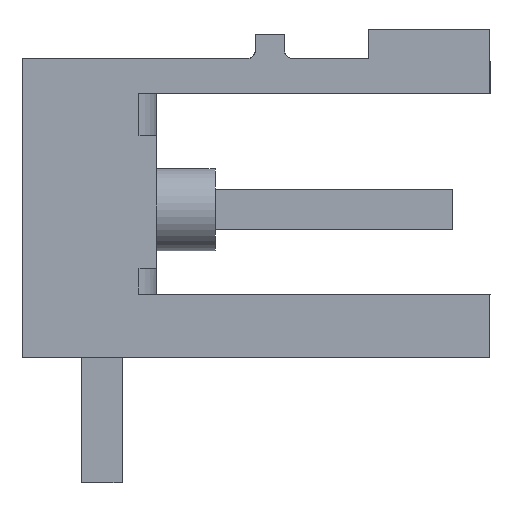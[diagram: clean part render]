
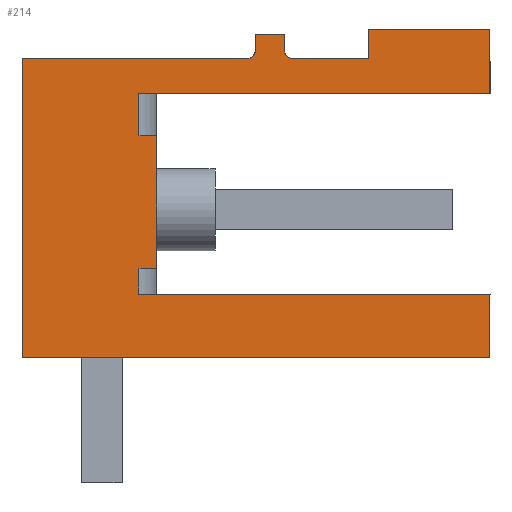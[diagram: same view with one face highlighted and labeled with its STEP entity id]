
A CAD part, left-side view. The second image highlights one B-rep face of the part: STEP entity #214.
In plain terms, the highlighted planar face has unit normal (-1, 0, 0).
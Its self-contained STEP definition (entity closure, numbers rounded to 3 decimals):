
#34=AXIS2_PLACEMENT_3D('Plane Axis2P3D',#31,#32,#33) ;
#31=CARTESIAN_POINT('Axis2P3D Location',(0.,12.,1.7)) ;
#36=CARTESIAN_POINT('Line Origine',(0.,6.,3.2)) ;
#40=CARTESIAN_POINT('Vertex',(0.,12.,3.2)) ;
#42=CARTESIAN_POINT('Vertex',(0.,0.,3.2)) ;
#45=CARTESIAN_POINT('Line Origine',(0.,0.,4.017)) ;
#49=CARTESIAN_POINT('Vertex',(0.,0.,4.835)) ;
#52=CARTESIAN_POINT('Line Origine',(0.,4.5,4.835)) ;
#56=CARTESIAN_POINT('Vertex',(0.,9.,4.835)) ;
#59=CARTESIAN_POINT('Line Origine',(0.,9.,5.167)) ;
#63=CARTESIAN_POINT('Vertex',(0.,9.,5.5)) ;
#66=CARTESIAN_POINT('Line Origine',(0.,8.775,5.5)) ;
#70=CARTESIAN_POINT('Vertex',(0.,8.55,5.5)) ;
#73=CARTESIAN_POINT('Line Origine',(0.,8.55,7.2)) ;
#77=CARTESIAN_POINT('Vertex',(0.,8.55,8.9)) ;
#80=CARTESIAN_POINT('Line Origine',(0.,8.775,8.9)) ;
#84=CARTESIAN_POINT('Vertex',(0.,9.,8.9)) ;
#87=CARTESIAN_POINT('Line Origine',(0.,9.,9.439)) ;
#91=CARTESIAN_POINT('Vertex',(0.,9.,9.978)) ;
#94=CARTESIAN_POINT('Line Origine',(0.,4.5,9.978)) ;
#98=CARTESIAN_POINT('Vertex',(0.,0.,9.978)) ;
#101=CARTESIAN_POINT('Line Origine',(0.,0.,10.804)) ;
#105=CARTESIAN_POINT('Vertex',(0.,0.,11.63)) ;
#108=CARTESIAN_POINT('Line Origine',(0.,1.56,11.63)) ;
#112=CARTESIAN_POINT('Vertex',(0.,3.12,11.63)) ;
#116=CARTESIAN_POINT('Control Point',(0.,3.12,10.88)) ;
#117=CARTESIAN_POINT('Control Point',(0.,3.12,11.068)) ;
#118=CARTESIAN_POINT('Control Point',(0.,3.12,11.255)) ;
#119=CARTESIAN_POINT('Control Point',(0.,3.12,11.443)) ;
#120=CARTESIAN_POINT('Control Point',(0.,3.12,11.63)) ;
#121=CARTESIAN_POINT('Vertex',(0.,3.12,10.88)) ;
#125=CARTESIAN_POINT('Control Point',(0.,5.07,10.88)) ;
#126=CARTESIAN_POINT('Control Point',(0.,4.583,10.88)) ;
#127=CARTESIAN_POINT('Control Point',(0.,4.095,10.88)) ;
#128=CARTESIAN_POINT('Control Point',(0.,3.608,10.88)) ;
#129=CARTESIAN_POINT('Control Point',(0.,3.12,10.88)) ;
#130=CARTESIAN_POINT('Vertex',(0.,5.07,10.88)) ;
#134=CARTESIAN_POINT('Control Point',(0.,5.27,11.08)) ;
#135=CARTESIAN_POINT('Control Point',(0.,5.27,11.001)) ;
#136=CARTESIAN_POINT('Control Point',(0.,5.228,10.922)) ;
#137=CARTESIAN_POINT('Control Point',(0.,5.149,10.88)) ;
#138=CARTESIAN_POINT('Control Point',(0.,5.07,10.88)) ;
#139=CARTESIAN_POINT('Vertex',(0.,5.27,11.08)) ;
#143=CARTESIAN_POINT('Control Point',(0.,5.27,11.5)) ;
#144=CARTESIAN_POINT('Control Point',(0.,5.27,11.395)) ;
#145=CARTESIAN_POINT('Control Point',(0.,5.27,11.29)) ;
#146=CARTESIAN_POINT('Control Point',(0.,5.27,11.185)) ;
#147=CARTESIAN_POINT('Control Point',(0.,5.27,11.08)) ;
#148=CARTESIAN_POINT('Vertex',(0.,5.27,11.5)) ;
#152=CARTESIAN_POINT('Control Point',(0.,6.02,11.5)) ;
#153=CARTESIAN_POINT('Control Point',(0.,5.833,11.5)) ;
#154=CARTESIAN_POINT('Control Point',(0.,5.645,11.5)) ;
#155=CARTESIAN_POINT('Control Point',(0.,5.458,11.5)) ;
#156=CARTESIAN_POINT('Control Point',(0.,5.27,11.5)) ;
#157=CARTESIAN_POINT('Vertex',(0.,6.02,11.5)) ;
#161=CARTESIAN_POINT('Control Point',(0.,6.02,11.08)) ;
#162=CARTESIAN_POINT('Control Point',(0.,6.02,11.185)) ;
#163=CARTESIAN_POINT('Control Point',(0.,6.02,11.29)) ;
#164=CARTESIAN_POINT('Control Point',(0.,6.02,11.395)) ;
#165=CARTESIAN_POINT('Control Point',(0.,6.02,11.5)) ;
#166=CARTESIAN_POINT('Vertex',(0.,6.02,11.08)) ;
#170=CARTESIAN_POINT('Control Point',(0.,6.22,10.88)) ;
#171=CARTESIAN_POINT('Control Point',(0.,6.141,10.88)) ;
#172=CARTESIAN_POINT('Control Point',(0.,6.062,10.922)) ;
#173=CARTESIAN_POINT('Control Point',(0.,6.02,11.001)) ;
#174=CARTESIAN_POINT('Control Point',(0.,6.02,11.08)) ;
#175=CARTESIAN_POINT('Vertex',(0.,6.22,10.88)) ;
#179=CARTESIAN_POINT('Control Point',(0.,12.,10.88)) ;
#180=CARTESIAN_POINT('Control Point',(0.,10.555,10.88)) ;
#181=CARTESIAN_POINT('Control Point',(0.,9.11,10.88)) ;
#182=CARTESIAN_POINT('Control Point',(0.,7.665,10.88)) ;
#183=CARTESIAN_POINT('Control Point',(0.,6.22,10.88)) ;
#184=CARTESIAN_POINT('Vertex',(0.,12.,10.88)) ;
#187=CARTESIAN_POINT('Line Origine',(0.,12.,7.04)) ;
#32=DIRECTION('Axis2P3D Direction',(-1.,0.,0.)) ;
#33=DIRECTION('Axis2P3D XDirection',(0.,-1.,0.)) ;
#37=DIRECTION('Vector Direction',(0.,-1.,0.)) ;
#46=DIRECTION('Vector Direction',(0.,0.,-1.)) ;
#53=DIRECTION('Vector Direction',(0.,-1.,0.)) ;
#60=DIRECTION('Vector Direction',(0.,0.,1.)) ;
#67=DIRECTION('Vector Direction',(0.,-1.,0.)) ;
#74=DIRECTION('Vector Direction',(0.,0.,-1.)) ;
#81=DIRECTION('Vector Direction',(0.,-1.,0.)) ;
#88=DIRECTION('Vector Direction',(0.,0.,1.)) ;
#95=DIRECTION('Vector Direction',(0.,-1.,0.)) ;
#102=DIRECTION('Vector Direction',(0.,0.,-1.)) ;
#109=DIRECTION('Vector Direction',(0.,1.,0.)) ;
#188=DIRECTION('Vector Direction',(0.,0.,1.)) ;
#38=VECTOR('Line Direction',#37,1.) ;
#47=VECTOR('Line Direction',#46,1.) ;
#54=VECTOR('Line Direction',#53,1.) ;
#61=VECTOR('Line Direction',#60,1.) ;
#68=VECTOR('Line Direction',#67,1.) ;
#75=VECTOR('Line Direction',#74,1.) ;
#82=VECTOR('Line Direction',#81,1.) ;
#89=VECTOR('Line Direction',#88,1.) ;
#96=VECTOR('Line Direction',#95,1.) ;
#103=VECTOR('Line Direction',#102,1.) ;
#110=VECTOR('Line Direction',#109,1.) ;
#189=VECTOR('Line Direction',#188,1.) ;
#193=ORIENTED_EDGE('',*,*,#44,.T.) ;
#194=ORIENTED_EDGE('',*,*,#51,.T.) ;
#195=ORIENTED_EDGE('',*,*,#58,.T.) ;
#196=ORIENTED_EDGE('',*,*,#65,.T.) ;
#197=ORIENTED_EDGE('',*,*,#72,.T.) ;
#198=ORIENTED_EDGE('',*,*,#79,.T.) ;
#199=ORIENTED_EDGE('',*,*,#86,.T.) ;
#200=ORIENTED_EDGE('',*,*,#93,.T.) ;
#201=ORIENTED_EDGE('',*,*,#100,.T.) ;
#202=ORIENTED_EDGE('',*,*,#107,.T.) ;
#203=ORIENTED_EDGE('',*,*,#114,.T.) ;
#204=ORIENTED_EDGE('',*,*,#123,.T.) ;
#205=ORIENTED_EDGE('',*,*,#132,.T.) ;
#206=ORIENTED_EDGE('',*,*,#141,.T.) ;
#207=ORIENTED_EDGE('',*,*,#150,.T.) ;
#208=ORIENTED_EDGE('',*,*,#159,.T.) ;
#209=ORIENTED_EDGE('',*,*,#168,.T.) ;
#210=ORIENTED_EDGE('',*,*,#177,.T.) ;
#211=ORIENTED_EDGE('',*,*,#186,.T.) ;
#212=ORIENTED_EDGE('',*,*,#191,.T.) ;
#214=ADVANCED_FACE('HOUSING',(#213),#35,.T.) ;
#115=B_SPLINE_CURVE_WITH_KNOTS('',4,(#116,#117,#118,#119,#120),.UNSPECIFIED.,.F.,.U.,(5,5),(0.,0.75),.UNSPECIFIED.) ;
#124=B_SPLINE_CURVE_WITH_KNOTS('',4,(#125,#126,#127,#128,#129),.UNSPECIFIED.,.F.,.U.,(5,5),(0.,1.95),.UNSPECIFIED.) ;
#133=B_SPLINE_CURVE_WITH_KNOTS('',4,(#134,#135,#136,#137,#138),.UNSPECIFIED.,.F.,.U.,(5,5),(0.,0.337),.UNSPECIFIED.) ;
#142=B_SPLINE_CURVE_WITH_KNOTS('',4,(#143,#144,#145,#146,#147),.UNSPECIFIED.,.F.,.U.,(5,5),(0.,0.42),.UNSPECIFIED.) ;
#151=B_SPLINE_CURVE_WITH_KNOTS('',4,(#152,#153,#154,#155,#156),.UNSPECIFIED.,.F.,.U.,(5,5),(0.,0.75),.UNSPECIFIED.) ;
#160=B_SPLINE_CURVE_WITH_KNOTS('',4,(#161,#162,#163,#164,#165),.UNSPECIFIED.,.F.,.U.,(5,5),(0.,0.42),.UNSPECIFIED.) ;
#169=B_SPLINE_CURVE_WITH_KNOTS('',4,(#170,#171,#172,#173,#174),.UNSPECIFIED.,.F.,.U.,(5,5),(0.,0.337),.UNSPECIFIED.) ;
#178=B_SPLINE_CURVE_WITH_KNOTS('',4,(#179,#180,#181,#182,#183),.UNSPECIFIED.,.F.,.U.,(5,5),(0.,5.78),.UNSPECIFIED.) ;
#44=EDGE_CURVE('',#41,#43,#39,.T.) ;
#51=EDGE_CURVE('',#43,#50,#48,.F.) ;
#58=EDGE_CURVE('',#50,#57,#55,.F.) ;
#65=EDGE_CURVE('',#57,#64,#62,.T.) ;
#72=EDGE_CURVE('',#64,#71,#69,.T.) ;
#79=EDGE_CURVE('',#71,#78,#76,.F.) ;
#86=EDGE_CURVE('',#78,#85,#83,.F.) ;
#93=EDGE_CURVE('',#85,#92,#90,.T.) ;
#100=EDGE_CURVE('',#92,#99,#97,.T.) ;
#107=EDGE_CURVE('',#99,#106,#104,.F.) ;
#114=EDGE_CURVE('',#106,#113,#111,.T.) ;
#123=EDGE_CURVE('',#113,#122,#115,.F.) ;
#132=EDGE_CURVE('',#122,#131,#124,.F.) ;
#141=EDGE_CURVE('',#131,#140,#133,.F.) ;
#150=EDGE_CURVE('',#140,#149,#142,.F.) ;
#159=EDGE_CURVE('',#149,#158,#151,.F.) ;
#168=EDGE_CURVE('',#158,#167,#160,.F.) ;
#177=EDGE_CURVE('',#167,#176,#169,.F.) ;
#186=EDGE_CURVE('',#176,#185,#178,.F.) ;
#191=EDGE_CURVE('',#185,#41,#190,.F.) ;
#192=EDGE_LOOP('',(#193,#194,#195,#196,#197,#198,#199,#200,#201,#202,#203,#204,#205,#206,#207,#208,#209,#210,#211,#212)) ;
#213=FACE_OUTER_BOUND('',#192,.T.) ;
#39=LINE('Line',#36,#38) ;
#48=LINE('Line',#45,#47) ;
#55=LINE('Line',#52,#54) ;
#62=LINE('Line',#59,#61) ;
#69=LINE('Line',#66,#68) ;
#76=LINE('Line',#73,#75) ;
#83=LINE('Line',#80,#82) ;
#90=LINE('Line',#87,#89) ;
#97=LINE('Line',#94,#96) ;
#104=LINE('Line',#101,#103) ;
#111=LINE('Line',#108,#110) ;
#190=LINE('Line',#187,#189) ;
#35=PLANE('',#34) ;
#41=VERTEX_POINT('',#40) ;
#43=VERTEX_POINT('',#42) ;
#50=VERTEX_POINT('',#49) ;
#57=VERTEX_POINT('',#56) ;
#64=VERTEX_POINT('',#63) ;
#71=VERTEX_POINT('',#70) ;
#78=VERTEX_POINT('',#77) ;
#85=VERTEX_POINT('',#84) ;
#92=VERTEX_POINT('',#91) ;
#99=VERTEX_POINT('',#98) ;
#106=VERTEX_POINT('',#105) ;
#113=VERTEX_POINT('',#112) ;
#122=VERTEX_POINT('',#121) ;
#131=VERTEX_POINT('',#130) ;
#140=VERTEX_POINT('',#139) ;
#149=VERTEX_POINT('',#148) ;
#158=VERTEX_POINT('',#157) ;
#167=VERTEX_POINT('',#166) ;
#176=VERTEX_POINT('',#175) ;
#185=VERTEX_POINT('',#184) ;
